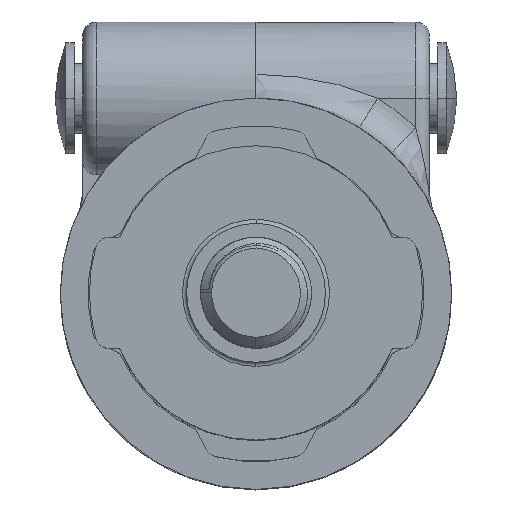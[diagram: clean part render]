
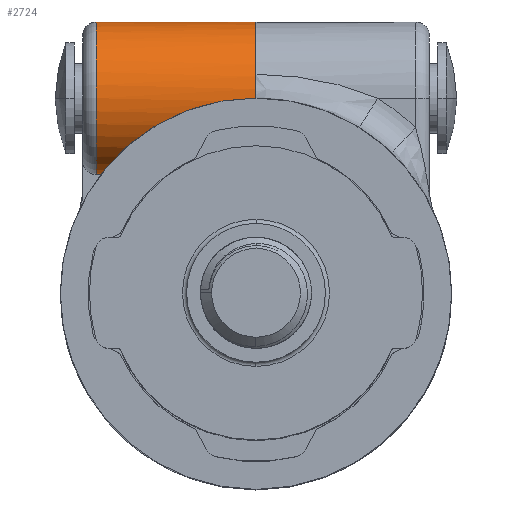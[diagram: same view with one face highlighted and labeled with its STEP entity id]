
A CAD part, top view. The second image highlights one B-rep face of the part: STEP entity #2724.
In plain terms, the highlighted cylindrical face has radius 5.5 mm (diameter 11 mm), a partial arc.
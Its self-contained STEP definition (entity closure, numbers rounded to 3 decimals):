
#203 = CARTESIAN_POINT ( 'NONE',  ( -58.761, 14.1, 56.65 ) ) ;
#914 = AXIS2_PLACEMENT_3D ( 'NONE', #13411, #2302, #22216 ) ;
#1339 = ORIENTED_EDGE ( 'NONE', *, *, #9623, .T. ) ;
#1358 = CARTESIAN_POINT ( 'NONE',  ( -61.5, 8.6, 62.15 ) ) ;
#1377 = CIRCLE ( 'NONE', #914, 5.5 ) ;
#1549 = CARTESIAN_POINT ( 'NONE',  ( -57.404, 14.635, 56.672 ) ) ;
#2302 = DIRECTION ( 'NONE',  ( 1., 0., 0. ) ) ;
#2574 = VECTOR ( 'NONE', #20731, 1000. ) ;
#2724 = ADVANCED_FACE ( 'NONE', ( #27724 ), #10549, .T. ) ;
#3608 = VECTOR ( 'NONE', #12159, 1000. ) ;
#3786 = CARTESIAN_POINT ( 'NONE',  ( -50., 14.1, 62.15 ) ) ;
#3875 = CARTESIAN_POINT ( 'NONE',  ( -55.988, 15.064, 56.731 ) ) ;
#4316 = EDGE_CURVE ( 'NONE', #20235, #25674, #1377, .T. ) ;
#4612 = EDGE_CURVE ( 'NONE', #26773, #20235, #12254, .T. ) ;
#6658 = ORIENTED_EDGE ( 'NONE', *, *, #8671, .F. ) ;
#7004 = VERTEX_POINT ( 'NONE', #14788 ) ;
#7361 = DIRECTION ( 'NONE',  ( 0., 0., -1. ) ) ;
#7782 = CARTESIAN_POINT ( 'NONE',  ( -61.5, 14.1, 62.15 ) ) ;
#7965 = ORIENTED_EDGE ( 'NONE', *, *, #4612, .F. ) ;
#8671 = EDGE_CURVE ( 'NONE', #20699, #26773, #14459, .T. ) ;
#9623 = EDGE_CURVE ( 'NONE', #20699, #7004, #11344, .T. ) ;
#9970 = ORIENTED_EDGE ( 'NONE', *, *, #4316, .F. ) ;
#10089 = CARTESIAN_POINT ( 'NONE',  ( -53.787, 15.53, 56.837 ) ) ;
#10357 = CARTESIAN_POINT ( 'NONE',  ( -51.525, 15.783, 56.913 ) ) ;
#10549 = CYLINDRICAL_SURFACE ( 'NONE', #27212, 5.5 ) ;
#10746 = EDGE_LOOP ( 'NONE', ( #22806, #9970, #7965, #6658, #1339 ) ) ;
#11344 = CIRCLE ( 'NONE', #25637, 5.5 ) ;
#12159 = DIRECTION ( 'NONE',  ( 1., 0., 0. ) ) ;
#12254 = B_SPLINE_CURVE_WITH_KNOTS ( 'NONE', 3,
 ( #16018, #21340, #1549, #3875, #18887, #10089, #21207, #10357, #17010, #12664 ),
 .UNSPECIFIED., .F., .F.,
 ( 4, 2, 2, 2, 4 ),
 ( 0., 0.25, 0.5, 0.75, 1. ),
 .UNSPECIFIED. ) ;
#12444 = DIRECTION ( 'NONE',  ( 1., 0., 0. ) ) ;
#12664 = CARTESIAN_POINT ( 'NONE',  ( -50., 15.819, 56.925 ) ) ;
#13411 = CARTESIAN_POINT ( 'NONE',  ( -50., 14.1, 62.15 ) ) ;
#14459 = LINE ( 'NONE', #16780, #3608 ) ;
#14788 = CARTESIAN_POINT ( 'NONE',  ( -61.5, 8.6, 62.15 ) ) ;
#14877 = CARTESIAN_POINT ( 'NONE',  ( -61.5, 14.1, 56.65 ) ) ;
#16018 = CARTESIAN_POINT ( 'NONE',  ( -58.761, 14.1, 56.65 ) ) ;
#16780 = CARTESIAN_POINT ( 'NONE',  ( -61.5, 14.1, 56.65 ) ) ;
#16920 = DIRECTION ( 'NONE',  ( 0., -1., 0. ) ) ;
#17010 = CARTESIAN_POINT ( 'NONE',  ( -50.763, 15.819, 56.925 ) ) ;
#18887 = CARTESIAN_POINT ( 'NONE',  ( -55.262, 15.243, 56.768 ) ) ;
#20235 = VERTEX_POINT ( 'NONE', #20869 ) ;
#20699 = VERTEX_POINT ( 'NONE', #14877 ) ;
#20731 = DIRECTION ( 'NONE',  ( 1., 0., 0. ) ) ;
#20869 = CARTESIAN_POINT ( 'NONE',  ( -50., 15.819, 56.925 ) ) ;
#21207 = CARTESIAN_POINT ( 'NONE',  ( -53.037, 15.638, 56.869 ) ) ;
#21340 = CARTESIAN_POINT ( 'NONE',  ( -58.095, 14.384, 56.65 ) ) ;
#22216 = DIRECTION ( 'NONE',  ( 0., 0.312, -0.95 ) ) ;
#22806 = ORIENTED_EDGE ( 'NONE', *, *, #24266, .T. ) ;
#24266 = EDGE_CURVE ( 'NONE', #7004, #25674, #25465, .T. ) ;
#25465 = LINE ( 'NONE', #1358, #2574 ) ;
#25637 = AXIS2_PLACEMENT_3D ( 'NONE', #7782, #27103, #7361 ) ;
#25674 = VERTEX_POINT ( 'NONE', #27941 ) ;
#26773 = VERTEX_POINT ( 'NONE', #203 ) ;
#27103 = DIRECTION ( 'NONE',  ( 1., 0., 0. ) ) ;
#27212 = AXIS2_PLACEMENT_3D ( 'NONE', #3786, #12444, #16920 ) ;
#27724 = FACE_OUTER_BOUND ( 'NONE', #10746, .T. ) ;
#27941 = CARTESIAN_POINT ( 'NONE',  ( -50., 8.6, 62.15 ) ) ;
